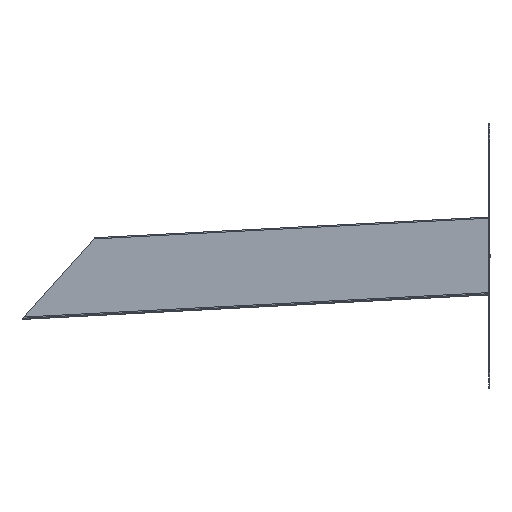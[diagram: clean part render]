
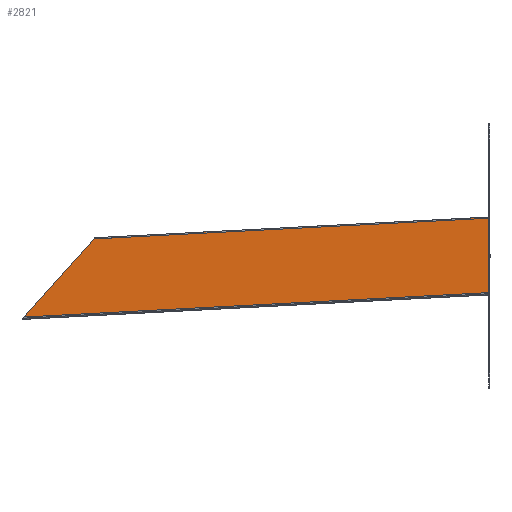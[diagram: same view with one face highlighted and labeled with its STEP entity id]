
A CAD part, left-side view. The second image highlights one B-rep face of the part: STEP entity #2821.
In plain terms, the highlighted planar face has unit normal (-1, 0, 0).
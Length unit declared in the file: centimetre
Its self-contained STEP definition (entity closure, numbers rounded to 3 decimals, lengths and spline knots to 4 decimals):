
#229=FACE_OUTER_BOUND('',#437,.T.);
#437=EDGE_LOOP('',(#2105,#2106,#2107,#2108,#2109,#2110,#2111,#2112,#2113,
#2114,#2115,#2116,#2117,#2118,#2119,#2120,#2121,#2122,#2123,#2124,#2125,
#2126,#2127,#2128,#2129,#2130,#2131,#2132));
#646=VERTEX_POINT('',#5561);
#647=VERTEX_POINT('',#5563);
#655=VERTEX_POINT('',#5584);
#656=VERTEX_POINT('',#5586);
#662=VERTEX_POINT('',#5604);
#664=VERTEX_POINT('',#5610);
#679=VERTEX_POINT('',#5653);
#680=VERTEX_POINT('',#5655);
#682=VERTEX_POINT('',#5661);
#684=VERTEX_POINT('',#5667);
#686=VERTEX_POINT('',#5673);
#688=VERTEX_POINT('',#5679);
#695=VERTEX_POINT('',#5698);
#696=VERTEX_POINT('',#5700);
#702=VERTEX_POINT('',#5718);
#704=VERTEX_POINT('',#5724);
#711=VERTEX_POINT('',#5740);
#712=VERTEX_POINT('',#5742);
#718=VERTEX_POINT('',#5760);
#720=VERTEX_POINT('',#5766);
#727=VERTEX_POINT('',#5782);
#728=VERTEX_POINT('',#5784);
#734=VERTEX_POINT('',#5802);
#736=VERTEX_POINT('',#5808);
#743=VERTEX_POINT('',#5824);
#744=VERTEX_POINT('',#5826);
#748=VERTEX_POINT('',#5838);
#756=VERTEX_POINT('',#5857);
#1080=EDGE_CURVE('',#647,#646,#3070,.T.);
#1091=EDGE_CURVE('',#656,#655,#3080,.T.);
#1101=EDGE_CURVE('',#655,#662,#3090,.T.);
#1104=EDGE_CURVE('',#662,#664,#3093,.T.);
#1125=EDGE_CURVE('',#680,#679,#3114,.T.);
#1128=EDGE_CURVE('',#682,#680,#3117,.T.);
#1131=EDGE_CURVE('',#684,#682,#3120,.T.);
#1134=EDGE_CURVE('',#686,#684,#3123,.T.);
#1137=EDGE_CURVE('',#688,#686,#3126,.T.);
#1140=EDGE_CURVE('',#646,#688,#3129,.T.);
#1147=EDGE_CURVE('',#696,#695,#3136,.T.);
#1157=EDGE_CURVE('',#695,#702,#3146,.T.);
#1160=EDGE_CURVE('',#702,#704,#3149,.T.);
#1167=EDGE_CURVE('',#712,#711,#3156,.T.);
#1177=EDGE_CURVE('',#711,#718,#3166,.T.);
#1180=EDGE_CURVE('',#718,#720,#3169,.T.);
#1187=EDGE_CURVE('',#728,#727,#3176,.T.);
#1197=EDGE_CURVE('',#727,#734,#3186,.T.);
#1200=EDGE_CURVE('',#734,#736,#3189,.T.);
#1207=EDGE_CURVE('',#744,#743,#3196,.T.);
#1213=EDGE_CURVE('',#748,#744,#3202,.T.);
#1224=EDGE_CURVE('',#743,#756,#3209,.T.);
#1239=EDGE_CURVE('',#712,#736,#3224,.T.);
#1240=EDGE_CURVE('',#656,#720,#3225,.T.);
#1241=EDGE_CURVE('',#748,#704,#3226,.T.);
#1242=EDGE_CURVE('',#728,#679,#3227,.T.);
#1247=EDGE_CURVE('',#756,#647,#3232,.T.);
#1249=EDGE_CURVE('',#696,#664,#3234,.T.);
#2105=ORIENTED_EDGE('',*,*,#1104,.T.);
#2106=ORIENTED_EDGE('',*,*,#1249,.F.);
#2107=ORIENTED_EDGE('',*,*,#1147,.T.);
#2108=ORIENTED_EDGE('',*,*,#1157,.T.);
#2109=ORIENTED_EDGE('',*,*,#1160,.T.);
#2110=ORIENTED_EDGE('',*,*,#1241,.F.);
#2111=ORIENTED_EDGE('',*,*,#1213,.T.);
#2112=ORIENTED_EDGE('',*,*,#1207,.T.);
#2113=ORIENTED_EDGE('',*,*,#1224,.T.);
#2114=ORIENTED_EDGE('',*,*,#1247,.T.);
#2115=ORIENTED_EDGE('',*,*,#1080,.T.);
#2116=ORIENTED_EDGE('',*,*,#1140,.T.);
#2117=ORIENTED_EDGE('',*,*,#1137,.T.);
#2118=ORIENTED_EDGE('',*,*,#1134,.T.);
#2119=ORIENTED_EDGE('',*,*,#1131,.T.);
#2120=ORIENTED_EDGE('',*,*,#1128,.T.);
#2121=ORIENTED_EDGE('',*,*,#1125,.T.);
#2122=ORIENTED_EDGE('',*,*,#1242,.F.);
#2123=ORIENTED_EDGE('',*,*,#1187,.T.);
#2124=ORIENTED_EDGE('',*,*,#1197,.T.);
#2125=ORIENTED_EDGE('',*,*,#1200,.T.);
#2126=ORIENTED_EDGE('',*,*,#1239,.F.);
#2127=ORIENTED_EDGE('',*,*,#1167,.T.);
#2128=ORIENTED_EDGE('',*,*,#1177,.T.);
#2129=ORIENTED_EDGE('',*,*,#1180,.T.);
#2130=ORIENTED_EDGE('',*,*,#1240,.F.);
#2131=ORIENTED_EDGE('',*,*,#1091,.T.);
#2132=ORIENTED_EDGE('',*,*,#1101,.T.);
#2633=PLANE('',#4087);
#2821=ADVANCED_FACE('',(#229),#2633,.F.);
#3070=LINE('',#5564,#3583);
#3080=LINE('',#5587,#3593);
#3090=LINE('',#5606,#3603);
#3093=LINE('',#5612,#3606);
#3114=LINE('',#5656,#3627);
#3117=LINE('',#5662,#3630);
#3120=LINE('',#5668,#3633);
#3123=LINE('',#5674,#3636);
#3126=LINE('',#5680,#3639);
#3129=LINE('',#5684,#3642);
#3136=LINE('',#5701,#3649);
#3146=LINE('',#5720,#3659);
#3149=LINE('',#5726,#3662);
#3156=LINE('',#5743,#3669);
#3166=LINE('',#5762,#3679);
#3169=LINE('',#5768,#3682);
#3176=LINE('',#5785,#3689);
#3186=LINE('',#5804,#3699);
#3189=LINE('',#5810,#3702);
#3196=LINE('',#5827,#3709);
#3202=LINE('',#5839,#3715);
#3209=LINE('',#5859,#3722);
#3224=LINE('',#5879,#3737);
#3225=LINE('',#5881,#3738);
#3226=LINE('',#5883,#3739);
#3227=LINE('',#5885,#3740);
#3232=LINE('',#5895,#3745);
#3234=LINE('',#5898,#3747);
#3583=VECTOR('',#4543,10.);
#3593=VECTOR('',#4561,10.);
#3603=VECTOR('',#4577,10.);
#3606=VECTOR('',#4582,10.);
#3627=VECTOR('',#4617,10.);
#3630=VECTOR('',#4622,10.);
#3633=VECTOR('',#4627,10.);
#3636=VECTOR('',#4632,10.);
#3639=VECTOR('',#4637,10.);
#3642=VECTOR('',#4642,10.);
#3649=VECTOR('',#4653,10.);
#3659=VECTOR('',#4669,10.);
#3662=VECTOR('',#4674,10.);
#3669=VECTOR('',#4685,10.);
#3679=VECTOR('',#4701,10.);
#3682=VECTOR('',#4706,10.);
#3689=VECTOR('',#4717,10.);
#3699=VECTOR('',#4733,10.);
#3702=VECTOR('',#4738,10.);
#3709=VECTOR('',#4749,10.);
#3715=VECTOR('',#4759,10.);
#3722=VECTOR('',#4776,10.);
#3737=VECTOR('',#4801,10.);
#3738=VECTOR('',#4804,10.);
#3739=VECTOR('',#4807,10.);
#3740=VECTOR('',#4810,10.);
#3745=VECTOR('',#4825,10.);
#3747=VECTOR('',#4829,10.);
#4087=AXIS2_PLACEMENT_3D('',#5899,#4830,#4831);
#4543=DIRECTION('',(0.,0.,1.));
#4561=DIRECTION('',(0.,-0.052,-0.999));
#4577=DIRECTION('',(0.,0.999,-0.052));
#4582=DIRECTION('',(0.,0.052,0.999));
#4617=DIRECTION('',(0.,0.052,0.999));
#4622=DIRECTION('',(0.,0.999,-0.052));
#4627=DIRECTION('',(0.,0.,1.));
#4632=DIRECTION('',(0.,1.,0.));
#4637=DIRECTION('',(0.,0.,1.));
#4642=DIRECTION('',(0.,-1.,0.));
#4653=DIRECTION('',(0.,-0.052,-0.999));
#4669=DIRECTION('',(0.,0.999,-0.052));
#4674=DIRECTION('',(0.,0.052,0.999));
#4685=DIRECTION('',(0.,-0.052,-0.999));
#4701=DIRECTION('',(0.,0.999,-0.052));
#4706=DIRECTION('',(0.,0.052,0.999));
#4717=DIRECTION('',(0.,-0.052,-0.999));
#4733=DIRECTION('',(0.,0.999,-0.052));
#4738=DIRECTION('',(0.,0.052,0.999));
#4749=DIRECTION('',(0.,0.999,-0.052));
#4759=DIRECTION('',(0.,-0.052,-0.999));
#4776=DIRECTION('',(0.,0.669,-0.743));
#4801=DIRECTION('',(0.,-0.999,0.052));
#4804=DIRECTION('',(0.,-0.999,0.052));
#4807=DIRECTION('',(0.,-0.999,0.052));
#4810=DIRECTION('',(0.,-0.999,0.052));
#4825=DIRECTION('',(0.,-0.999,0.052));
#4829=DIRECTION('',(0.,-0.999,0.052));
#4830=DIRECTION('center_axis',(1.,0.,0.));
#4831=DIRECTION('ref_axis',(0.,-0.999,0.052));
#5561=CARTESIAN_POINT('',(-250.,1.5,-2.5));
#5563=CARTESIAN_POINT('',(-250.,1.5,-47.0645));
#5564=CARTESIAN_POINT('',(-250.,1.5,-33.5684));
#5584=CARTESIAN_POINT('',(-250.,254.6526,35.2994));
#5586=CARTESIAN_POINT('',(-250.,254.7311,36.7973));
#5587=CARTESIAN_POINT('',(-250.,253.4176,11.7335));
#5604=CARTESIAN_POINT('',(-250.,364.5018,29.5424));
#5606=CARTESIAN_POINT('',(-250.,290.3143,33.4304));
#5610=CARTESIAN_POINT('',(-250.,364.5803,31.0404));
#5612=CARTESIAN_POINT('',(-250.,363.2275,5.2276));
#5653=CARTESIAN_POINT('',(-250.,20.0532,49.0963));
#5655=CARTESIAN_POINT('',(-250.,19.9746,47.5983));
#5656=CARTESIAN_POINT('',(-250.,18.7004,23.2835));
#5661=CARTESIAN_POINT('',(-250.,1.5,48.5666));
#5662=CARTESIAN_POINT('',(-250.,163.738,40.064));
#5667=CARTESIAN_POINT('',(-250.,1.5,2.5));
#5668=CARTESIAN_POINT('',(-250.,1.5,-7.2841));
#5673=CARTESIAN_POINT('',(-250.,0.,2.5));
#5674=CARTESIAN_POINT('',(-250.,161.7138,2.5));
#5679=CARTESIAN_POINT('',(-250.,0.,-2.5));
#5680=CARTESIAN_POINT('',(-250.,0.,-9.7841));
#5684=CARTESIAN_POINT('',(-250.,162.4638,-2.5));
#5698=CARTESIAN_POINT('',(-250.,369.495,29.2808));
#5700=CARTESIAN_POINT('',(-250.,369.5735,30.7787));
#5701=CARTESIAN_POINT('',(-250.,368.2599,5.7149));
#5718=CARTESIAN_POINT('',(-250.,479.3442,23.5238));
#5720=CARTESIAN_POINT('',(-250.,347.7355,30.4211));
#5724=CARTESIAN_POINT('',(-250.,479.4227,25.0217));
#5726=CARTESIAN_POINT('',(-250.,478.0699,-0.7911));
#5740=CARTESIAN_POINT('',(-250.,139.8102,41.318));
#5742=CARTESIAN_POINT('',(-250.,139.8887,42.816));
#5743=CARTESIAN_POINT('',(-250.,138.5752,17.7521));
#5760=CARTESIAN_POINT('',(-250.,249.6594,35.5611));
#5762=CARTESIAN_POINT('',(-250.,232.8931,36.4398));
#5766=CARTESIAN_POINT('',(-250.,249.7379,37.059));
#5768=CARTESIAN_POINT('',(-250.,248.3852,11.2462));
#5782=CARTESIAN_POINT('',(-250.,24.9678,47.3367));
#5784=CARTESIAN_POINT('',(-250.,25.0463,48.8346));
#5785=CARTESIAN_POINT('',(-250.,23.7328,23.7708));
#5802=CARTESIAN_POINT('',(-250.,134.817,41.5797));
#5804=CARTESIAN_POINT('',(-250.,175.4719,39.4491));
#5808=CARTESIAN_POINT('',(-250.,134.8955,43.0777));
#5810=CARTESIAN_POINT('',(-250.,133.5428,17.2648));
#5824=CARTESIAN_POINT('',(-250.,508.2901,22.0068));
#5826=CARTESIAN_POINT('',(-250.,484.3374,23.2621));
#5827=CARTESIAN_POINT('',(-250.,405.1567,27.4118));
#5838=CARTESIAN_POINT('',(-250.,484.4159,24.7601));
#5839=CARTESIAN_POINT('',(-250.,483.1023,-0.3038));
#5857=CARTESIAN_POINT('',(-250.,598.6611,-78.3604));
#5859=CARTESIAN_POINT('',(-250.,476.6205,57.1794));
#5879=CARTESIAN_POINT('',(-250.,650.6092,16.0502));
#5881=CARTESIAN_POINT('',(-250.,650.6092,16.0502));
#5883=CARTESIAN_POINT('',(-250.,650.6092,16.0502));
#5885=CARTESIAN_POINT('',(-250.,650.6092,16.0502));
#5895=CARTESIAN_POINT('',(-250.,320.978,-63.8076));
#5898=CARTESIAN_POINT('',(-250.,650.6092,16.0502));
#5899=CARTESIAN_POINT('Origin',(-250.,323.4275,-17.0682));
